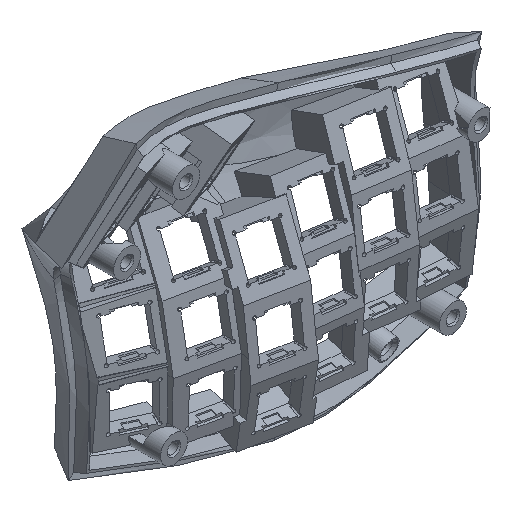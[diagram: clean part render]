
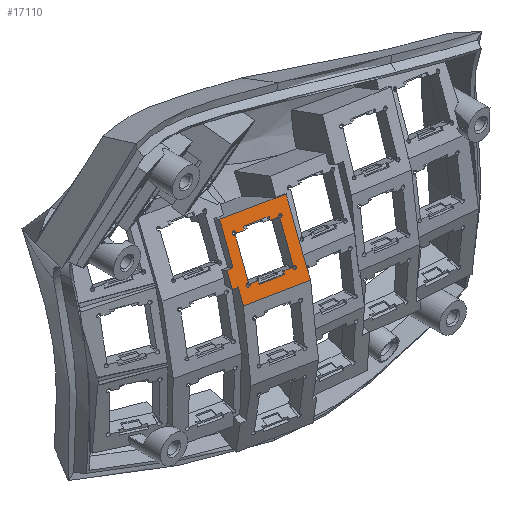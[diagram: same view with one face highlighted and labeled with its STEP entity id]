
A CAD part, isometric view. The second image highlights one B-rep face of the part: STEP entity #17110.
In plain terms, the highlighted planar face has unit normal (-0.188, -0.866, 0.464).
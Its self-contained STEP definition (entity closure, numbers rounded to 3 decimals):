
#557=FACE_BOUND('',#2265,.T.);
#632=PLANE('',#18041);
#1352=FACE_OUTER_BOUND('',#2264,.T.);
#2264=EDGE_LOOP('',(#12204,#12205,#12206,#12207,#12208,#12209,#12210,#12211,
#12212));
#2265=EDGE_LOOP('',(#12213,#12214,#12215,#12216,#12217,#12218,#12219,#12220,
#12221,#12222,#12223,#12224,#12225,#12226,#12227,#12228));
#3321=LINE('',#24037,#5396);
#3362=LINE('',#24137,#5437);
#3367=LINE('',#24146,#5442);
#3384=LINE('',#24189,#5459);
#3385=LINE('',#24191,#5460);
#3386=LINE('',#24193,#5461);
#3387=LINE('',#24195,#5462);
#3388=LINE('',#24196,#5463);
#3389=LINE('',#24197,#5464);
#3390=LINE('',#24200,#5465);
#3391=LINE('',#24204,#5466);
#3392=LINE('',#24206,#5467);
#3393=LINE('',#24208,#5468);
#3394=LINE('',#24210,#5469);
#3395=LINE('',#24212,#5470);
#3396=LINE('',#24216,#5471);
#3397=LINE('',#24220,#5472);
#3398=LINE('',#24222,#5473);
#3399=LINE('',#24224,#5474);
#3400=LINE('',#24226,#5475);
#3401=LINE('',#24228,#5476);
#5396=VECTOR('',#19346,10.);
#5437=VECTOR('',#19413,10.);
#5442=VECTOR('',#19420,10.);
#5459=VECTOR('',#19449,10.);
#5460=VECTOR('',#19450,10.);
#5461=VECTOR('',#19451,10.);
#5462=VECTOR('',#19452,10.);
#5463=VECTOR('',#19453,10.);
#5464=VECTOR('',#19454,10.);
#5465=VECTOR('',#19455,10.);
#5466=VECTOR('',#19458,10.);
#5467=VECTOR('',#19459,10.);
#5468=VECTOR('',#19460,10.);
#5469=VECTOR('',#19461,10.);
#5470=VECTOR('',#19462,10.);
#5471=VECTOR('',#19465,10.);
#5472=VECTOR('',#19468,10.);
#5473=VECTOR('',#19469,10.);
#5474=VECTOR('',#19470,10.);
#5475=VECTOR('',#19471,10.);
#5476=VECTOR('',#19472,10.);
#7307=CIRCLE('',#18042,0.6);
#7308=CIRCLE('',#18043,0.6);
#7309=CIRCLE('',#18044,0.6);
#7310=CIRCLE('',#18045,0.6);
#7663=VERTEX_POINT('',#24034);
#7664=VERTEX_POINT('',#24036);
#7709=VERTEX_POINT('',#24134);
#7710=VERTEX_POINT('',#24136);
#7713=VERTEX_POINT('',#24144);
#7733=VERTEX_POINT('',#24188);
#7734=VERTEX_POINT('',#24190);
#7735=VERTEX_POINT('',#24192);
#7736=VERTEX_POINT('',#24194);
#7737=VERTEX_POINT('',#24198);
#7738=VERTEX_POINT('',#24199);
#7739=VERTEX_POINT('',#24201);
#7740=VERTEX_POINT('',#24203);
#7741=VERTEX_POINT('',#24205);
#7742=VERTEX_POINT('',#24207);
#7743=VERTEX_POINT('',#24209);
#7744=VERTEX_POINT('',#24211);
#7745=VERTEX_POINT('',#24213);
#7746=VERTEX_POINT('',#24215);
#7747=VERTEX_POINT('',#24217);
#7748=VERTEX_POINT('',#24219);
#7749=VERTEX_POINT('',#24221);
#7750=VERTEX_POINT('',#24223);
#7751=VERTEX_POINT('',#24225);
#7752=VERTEX_POINT('',#24227);
#9430=EDGE_CURVE('',#7663,#7664,#3321,.T.);
#9480=EDGE_CURVE('',#7710,#7709,#3362,.T.);
#9485=EDGE_CURVE('',#7713,#7709,#3367,.T.);
#9506=EDGE_CURVE('',#7713,#7733,#3384,.T.);
#9507=EDGE_CURVE('',#7733,#7734,#3385,.T.);
#9508=EDGE_CURVE('',#7735,#7734,#3386,.T.);
#9509=EDGE_CURVE('',#7735,#7736,#3387,.T.);
#9510=EDGE_CURVE('',#7736,#7664,#3388,.T.);
#9511=EDGE_CURVE('',#7663,#7710,#3389,.T.);
#9512=EDGE_CURVE('',#7737,#7738,#3390,.T.);
#9513=EDGE_CURVE('',#7738,#7739,#7307,.T.);
#9514=EDGE_CURVE('',#7739,#7740,#3391,.T.);
#9515=EDGE_CURVE('',#7740,#7741,#3392,.T.);
#9516=EDGE_CURVE('',#7741,#7742,#3393,.T.);
#9517=EDGE_CURVE('',#7742,#7743,#3394,.T.);
#9518=EDGE_CURVE('',#7743,#7744,#3395,.T.);
#9519=EDGE_CURVE('',#7744,#7745,#7308,.T.);
#9520=EDGE_CURVE('',#7745,#7746,#3396,.T.);
#9521=EDGE_CURVE('',#7746,#7747,#7309,.T.);
#9522=EDGE_CURVE('',#7747,#7748,#3397,.T.);
#9523=EDGE_CURVE('',#7748,#7749,#3398,.T.);
#9524=EDGE_CURVE('',#7749,#7750,#3399,.T.);
#9525=EDGE_CURVE('',#7750,#7751,#3400,.T.);
#9526=EDGE_CURVE('',#7751,#7752,#3401,.T.);
#9527=EDGE_CURVE('',#7752,#7737,#7310,.T.);
#12204=ORIENTED_EDGE('',*,*,#9485,.F.);
#12205=ORIENTED_EDGE('',*,*,#9506,.T.);
#12206=ORIENTED_EDGE('',*,*,#9507,.T.);
#12207=ORIENTED_EDGE('',*,*,#9508,.F.);
#12208=ORIENTED_EDGE('',*,*,#9509,.T.);
#12209=ORIENTED_EDGE('',*,*,#9510,.T.);
#12210=ORIENTED_EDGE('',*,*,#9430,.F.);
#12211=ORIENTED_EDGE('',*,*,#9511,.T.);
#12212=ORIENTED_EDGE('',*,*,#9480,.T.);
#12213=ORIENTED_EDGE('',*,*,#9512,.T.);
#12214=ORIENTED_EDGE('',*,*,#9513,.T.);
#12215=ORIENTED_EDGE('',*,*,#9514,.T.);
#12216=ORIENTED_EDGE('',*,*,#9515,.T.);
#12217=ORIENTED_EDGE('',*,*,#9516,.T.);
#12218=ORIENTED_EDGE('',*,*,#9517,.T.);
#12219=ORIENTED_EDGE('',*,*,#9518,.T.);
#12220=ORIENTED_EDGE('',*,*,#9519,.T.);
#12221=ORIENTED_EDGE('',*,*,#9520,.T.);
#12222=ORIENTED_EDGE('',*,*,#9521,.T.);
#12223=ORIENTED_EDGE('',*,*,#9522,.T.);
#12224=ORIENTED_EDGE('',*,*,#9523,.T.);
#12225=ORIENTED_EDGE('',*,*,#9524,.T.);
#12226=ORIENTED_EDGE('',*,*,#9525,.T.);
#12227=ORIENTED_EDGE('',*,*,#9526,.T.);
#12228=ORIENTED_EDGE('',*,*,#9527,.T.);
#17110=ADVANCED_FACE('',(#1352,#557),#632,.F.);
#18041=AXIS2_PLACEMENT_3D('',#24187,#19447,#19448);
#18042=AXIS2_PLACEMENT_3D('',#24202,#19456,#19457);
#18043=AXIS2_PLACEMENT_3D('',#24214,#19463,#19464);
#18044=AXIS2_PLACEMENT_3D('',#24218,#19466,#19467);
#18045=AXIS2_PLACEMENT_3D('',#24229,#19473,#19474);
#19346=DIRECTION('',(0.089,0.456,0.886));
#19413=DIRECTION('',(-0.094,-0.455,-0.886));
#19420=DIRECTION('',(-0.978,0.208,-0.008));
#19447=DIRECTION('center_axis',(0.188,0.866,-0.464));
#19448=DIRECTION('ref_axis',(-0.978,0.208,-0.008));
#19449=DIRECTION('',(0.062,0.461,0.885));
#19450=DIRECTION('',(0.084,0.457,0.886));
#19451=DIRECTION('',(0.978,-0.208,0.008));
#19452=DIRECTION('',(-0.089,-0.456,-0.886));
#19453=DIRECTION('',(-0.978,0.208,-0.008));
#19454=DIRECTION('',(0.978,-0.208,0.008));
#19455=DIRECTION('',(-0.089,-0.456,-0.886));
#19456=DIRECTION('center_axis',(0.188,0.866,-0.464));
#19457=DIRECTION('ref_axis',(-0.978,0.208,-0.008));
#19458=DIRECTION('',(-0.978,0.208,-0.008));
#19459=DIRECTION('',(-0.089,-0.456,-0.886));
#19460=DIRECTION('',(-0.978,0.208,-0.008));
#19461=DIRECTION('',(0.089,0.456,0.886));
#19462=DIRECTION('',(-0.978,0.208,-0.008));
#19463=DIRECTION('center_axis',(0.188,0.866,-0.464));
#19464=DIRECTION('ref_axis',(-0.978,0.208,-0.008));
#19465=DIRECTION('',(0.089,0.456,0.886));
#19466=DIRECTION('center_axis',(0.188,0.866,-0.464));
#19467=DIRECTION('ref_axis',(-0.978,0.208,-0.008));
#19468=DIRECTION('',(0.978,-0.208,0.008));
#19469=DIRECTION('',(0.089,0.456,0.886));
#19470=DIRECTION('',(0.978,-0.208,0.008));
#19471=DIRECTION('',(-0.089,-0.456,-0.886));
#19472=DIRECTION('',(0.978,-0.208,0.008));
#19473=DIRECTION('center_axis',(0.188,0.866,-0.464));
#19474=DIRECTION('ref_axis',(-0.978,0.208,-0.008));
#24034=CARTESIAN_POINT('',(37.73,13.213,-10.971));
#24036=CARTESIAN_POINT('',(38.212,15.668,-6.198));
#24037=CARTESIAN_POINT('',(37.263,10.831,-15.602));
#24134=CARTESIAN_POINT('',(39.06,10.504,-15.486));
#24136=CARTESIAN_POINT('',(39.539,12.829,-10.956));
#24137=CARTESIAN_POINT('',(39.083,10.618,-15.263));
#24144=CARTESIAN_POINT('',(59.563,6.145,-15.314));
#24146=CARTESIAN_POINT('',(49.01,8.388,-15.402));
#24187=CARTESIAN_POINT('Origin',(50.073,13.803,-4.875));
#24188=CARTESIAN_POINT('',(59.955,9.043,-9.751));
#24189=CARTESIAN_POINT('',(60.081,9.979,-7.955));
#24190=CARTESIAN_POINT('',(61.44,17.082,5.84));
#24191=CARTESIAN_POINT('',(61.06,15.029,1.858));
#24192=CARTESIAN_POINT('',(41.221,21.379,5.67));
#24193=CARTESIAN_POINT('',(39.408,21.765,5.655));
#24194=CARTESIAN_POINT('',(40.031,15.282,-6.183));
#24195=CARTESIAN_POINT('',(40.088,15.576,-5.61));
#24196=CARTESIAN_POINT('',(36.214,16.093,-6.215));
#24197=CARTESIAN_POINT('',(44.534,11.767,-10.914));
#24198=CARTESIAN_POINT('',(57.483,15.346,1.001));
#24199=CARTESIAN_POINT('',(56.308,9.36,-10.636));
#24200=CARTESIAN_POINT('',(57.205,13.93,-1.751));
#24201=CARTESIAN_POINT('',(55.875,9.26,-10.999));
#24202=CARTESIAN_POINT('Origin',(56.423,9.063,-11.145));
#24203=CARTESIAN_POINT('',(53.362,9.794,-11.02));
#24204=CARTESIAN_POINT('',(52.861,9.9,-11.024));
#24205=CARTESIAN_POINT('',(53.268,9.316,-11.95));
#24206=CARTESIAN_POINT('',(53.627,11.144,-8.396));
#24207=CARTESIAN_POINT('',(45.443,10.979,-12.016));
#24208=CARTESIAN_POINT('',(47.399,10.563,-11.999));
#24209=CARTESIAN_POINT('',(45.537,11.457,-11.086));
#24210=CARTESIAN_POINT('',(45.849,13.046,-7.997));
#24211=CARTESIAN_POINT('',(43.029,11.99,-11.107));
#24212=CARTESIAN_POINT('',(52.861,9.9,-11.024));
#24213=CARTESIAN_POINT('',(42.713,12.252,-10.746));
#24214=CARTESIAN_POINT('Origin',(42.447,12.044,-11.243));
#24215=CARTESIAN_POINT('',(43.89,18.253,0.921));
#24216=CARTESIAN_POINT('',(42.988,13.654,-8.021));
#24217=CARTESIAN_POINT('',(44.24,18.329,1.204));
#24218=CARTESIAN_POINT('Origin',(43.725,18.553,1.414));
#24219=CARTESIAN_POINT('',(46.779,17.789,1.226));
#24220=CARTESIAN_POINT('',(47.305,17.678,1.23));
#24221=CARTESIAN_POINT('',(46.878,18.29,2.2));
#24222=CARTESIAN_POINT('',(46.519,16.463,-1.354));
#24223=CARTESIAN_POINT('',(54.703,16.627,2.266));
#24224=CARTESIAN_POINT('',(52.747,17.043,2.249));
#24225=CARTESIAN_POINT('',(54.604,16.126,1.291));
#24226=CARTESIAN_POINT('',(54.295,14.549,-1.775));
#24227=CARTESIAN_POINT('',(57.135,15.588,1.313));
#24228=CARTESIAN_POINT('',(47.305,17.678,1.23));
#24229=CARTESIAN_POINT('Origin',(57.7,15.572,1.512));
